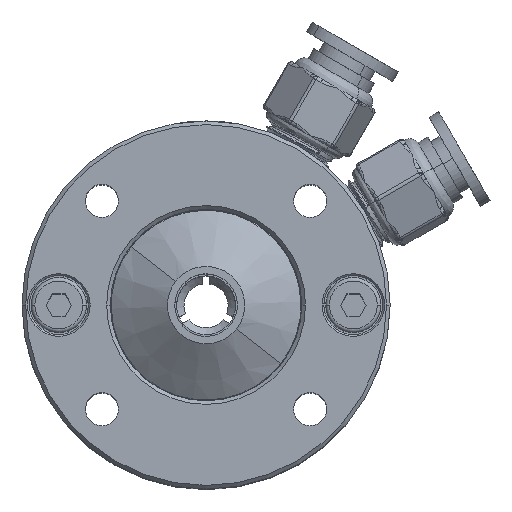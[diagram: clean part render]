
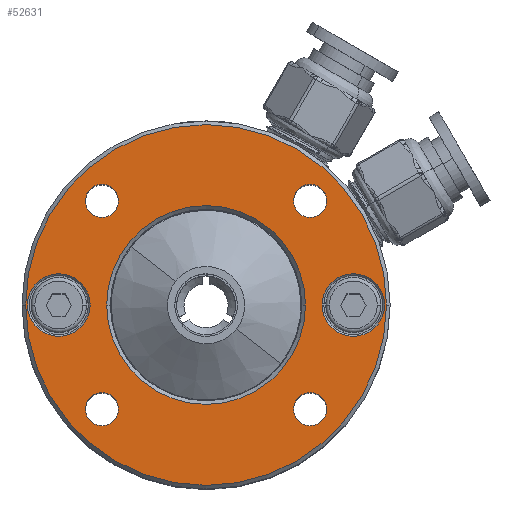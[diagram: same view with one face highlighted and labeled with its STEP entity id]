
A CAD part, top view. The second image highlights one B-rep face of the part: STEP entity #52631.
In plain terms, the highlighted planar face has unit normal (0, 0, 1).
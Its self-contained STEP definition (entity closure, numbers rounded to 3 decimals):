
#13 = CIRCLE ( 'NONE', #14894, 4.25 ) ;
#132 = VERTEX_POINT ( 'NONE', #11469 ) ;
#171 = DIRECTION ( 'NONE',  ( 1., 0., 0. ) ) ;
#258 = CARTESIAN_POINT ( 'NONE',  ( -35.902, -1.795, 96.434 ) ) ;
#487 = EDGE_LOOP ( 'NONE', ( #29184 ) ) ;
#622 = DIRECTION ( 'NONE',  ( 0., 0., -1. ) ) ;
#647 = AXIS2_PLACEMENT_3D ( 'NONE', #3933, #20617, #44927 ) ;
#1090 = VERTEX_POINT ( 'NONE', #20473 ) ;
#1417 = DIRECTION ( 'NONE',  ( 1., 0., 0. ) ) ;
#1495 = FACE_BOUND ( 'NONE', #46606, .T. ) ;
#1909 = AXIS2_PLACEMENT_3D ( 'NONE', #6927, #19459, #24113 ) ;
#2249 = EDGE_CURVE ( 'NONE', #8639, #1090, #31691, .T. ) ;
#2836 = CIRCLE ( 'NONE', #7252, 13.5 ) ;
#3933 = CARTESIAN_POINT ( 'NONE',  ( -0.152, -1.795, 96.434 ) ) ;
#4905 = CIRCLE ( 'NONE', #50232, 2.25 ) ;
#5366 = DIRECTION ( 'NONE',  ( 0., 0., 1. ) ) ;
#6789 = CIRCLE ( 'NONE', #52140, 2.25 ) ;
#6927 = CARTESIAN_POINT ( 'NONE',  ( -20.152, -1.795, 96.434 ) ) ;
#7131 = CIRCLE ( 'NONE', #19345, 24.5 ) ;
#7252 = AXIS2_PLACEMENT_3D ( 'NONE', #18400, #38882, #1417 ) ;
#7373 = CARTESIAN_POINT ( 'NONE',  ( -20.152, -1.795, 96.434 ) ) ;
#7409 = EDGE_CURVE ( 'NONE', #132, #24351, #13, .T. ) ;
#8639 = VERTEX_POINT ( 'NONE', #38596 ) ;
#10606 = CARTESIAN_POINT ( 'NONE',  ( -33.652, -1.795, 96.434 ) ) ;
#10632 = DIRECTION ( 'NONE',  ( 0., -1., 0. ) ) ;
#11242 = EDGE_CURVE ( 'NONE', #19857, #31214, #37737, .T. ) ;
#11469 = CARTESIAN_POINT ( 'NONE',  ( 4.098, -1.795, 96.434 ) ) ;
#11608 = CARTESIAN_POINT ( 'NONE',  ( -44.402, -1.795, 96.434 ) ) ;
#11700 = ORIENTED_EDGE ( 'NONE', *, *, #50875, .T. ) ;
#11773 = DIRECTION ( 'NONE',  ( 0., 0., -1. ) ) ;
#11937 = VERTEX_POINT ( 'NONE', #11608 ) ;
#12788 = DIRECTION ( 'NONE',  ( 0., 0., -1. ) ) ;
#13615 = CARTESIAN_POINT ( 'NONE',  ( -20.152, -1.795, 96.434 ) ) ;
#13789 = DIRECTION ( 'NONE',  ( -1., 0., 0. ) ) ;
#14319 = DIRECTION ( 'NONE',  ( -1., 0., 0. ) ) ;
#14409 = FACE_OUTER_BOUND ( 'NONE', #41716, .T. ) ;
#14894 = AXIS2_PLACEMENT_3D ( 'NONE', #49439, #11773, #36609 ) ;
#15134 = ORIENTED_EDGE ( 'NONE', *, *, #53155, .T. ) ;
#15360 = DIRECTION ( 'NONE',  ( 0., 1., 0. ) ) ;
#15535 = DIRECTION ( 'NONE',  ( 0., 0., 1. ) ) ;
#15872 = AXIS2_PLACEMENT_3D ( 'NONE', #43762, #51151, #13789 ) ;
#17386 = AXIS2_PLACEMENT_3D ( 'NONE', #42746, #622, #34814 ) ;
#17678 = PLANE ( 'NONE',  #19120 ) ;
#17822 = ORIENTED_EDGE ( 'NONE', *, *, #29690, .F. ) ;
#18400 = CARTESIAN_POINT ( 'NONE',  ( -20.152, -1.795, 96.434 ) ) ;
#18731 = FACE_BOUND ( 'NONE', #487, .T. ) ;
#19120 = AXIS2_PLACEMENT_3D ( 'NONE', #13615, #5366, #46899 ) ;
#19345 = AXIS2_PLACEMENT_3D ( 'NONE', #42990, #34505, #14319 ) ;
#19459 = DIRECTION ( 'NONE',  ( 0., 0., -1. ) ) ;
#19857 = VERTEX_POINT ( 'NONE', #48605 ) ;
#20269 = ORIENTED_EDGE ( 'NONE', *, *, #36650, .F. ) ;
#20473 = CARTESIAN_POINT ( 'NONE',  ( -44.652, -1.795, 96.434 ) ) ;
#20617 = DIRECTION ( 'NONE',  ( 0., 0., -1. ) ) ;
#20962 = CARTESIAN_POINT ( 'NONE',  ( -40.152, -1.795, 96.434 ) ) ;
#21446 = EDGE_LOOP ( 'NONE', ( #41702, #11700 ) ) ;
#22853 = FACE_BOUND ( 'NONE', #39171, .T. ) ;
#22869 = CIRCLE ( 'NONE', #15872, 2.25 ) ;
#23402 = EDGE_CURVE ( 'NONE', #11937, #28551, #40655, .T. ) ;
#23784 = AXIS2_PLACEMENT_3D ( 'NONE', #24256, #15535, #10632 ) ;
#24113 = DIRECTION ( 'NONE',  ( 1., 0., 0. ) ) ;
#24256 = CARTESIAN_POINT ( 'NONE',  ( -6.01, -15.937, 96.434 ) ) ;
#24351 = VERTEX_POINT ( 'NONE', #47644 ) ;
#25709 = DIRECTION ( 'NONE',  ( 1., 0., 0. ) ) ;
#26022 = EDGE_LOOP ( 'NONE', ( #34587, #29816 ) ) ;
#26255 = CARTESIAN_POINT ( 'NONE',  ( -6.01, 12.347, 96.434 ) ) ;
#28493 = EDGE_CURVE ( 'NONE', #50021, #50021, #4905, .T. ) ;
#28551 = VERTEX_POINT ( 'NONE', #258 ) ;
#29184 = ORIENTED_EDGE ( 'NONE', *, *, #40624, .F. ) ;
#29554 = VERTEX_POINT ( 'NONE', #50293 ) ;
#29690 = EDGE_CURVE ( 'NONE', #29554, #29554, #6789, .T. ) ;
#29816 = ORIENTED_EDGE ( 'NONE', *, *, #37684, .T. ) ;
#31214 = VERTEX_POINT ( 'NONE', #10606 ) ;
#31691 = CIRCLE ( 'NONE', #48272, 24.5 ) ;
#32835 = CARTESIAN_POINT ( 'NONE',  ( -3.76, 12.347, 96.434 ) ) ;
#33379 = VERTEX_POINT ( 'NONE', #45933 ) ;
#34429 = DIRECTION ( 'NONE',  ( 0., 0., 1. ) ) ;
#34505 = DIRECTION ( 'NONE',  ( 0., 0., -1. ) ) ;
#34587 = ORIENTED_EDGE ( 'NONE', *, *, #11242, .T. ) ;
#34814 = DIRECTION ( 'NONE',  ( 1., 0., 0. ) ) ;
#36609 = DIRECTION ( 'NONE',  ( 1., 0., 0. ) ) ;
#36626 = EDGE_CURVE ( 'NONE', #1090, #8639, #7131, .T. ) ;
#36650 = EDGE_CURVE ( 'NONE', #33379, #33379, #22869, .T. ) ;
#36923 = EDGE_LOOP ( 'NONE', ( #17822 ) ) ;
#37155 = AXIS2_PLACEMENT_3D ( 'NONE', #20962, #12788, #171 ) ;
#37684 = EDGE_CURVE ( 'NONE', #31214, #19857, #2836, .T. ) ;
#37737 = CIRCLE ( 'NONE', #1909, 13.5 ) ;
#38419 = FACE_BOUND ( 'NONE', #36923, .T. ) ;
#38596 = CARTESIAN_POINT ( 'NONE',  ( 4.348, -1.795, 96.434 ) ) ;
#38882 = DIRECTION ( 'NONE',  ( 0., 0., -1. ) ) ;
#39171 = EDGE_LOOP ( 'NONE', ( #15134, #51110 ) ) ;
#39666 = DIRECTION ( 'NONE',  ( 0., 0., 1. ) ) ;
#39891 = ORIENTED_EDGE ( 'NONE', *, *, #28493, .F. ) ;
#39940 = CIRCLE ( 'NONE', #647, 4.25 ) ;
#40184 = CARTESIAN_POINT ( 'NONE',  ( -34.294, 12.347, 96.434 ) ) ;
#40624 = EDGE_CURVE ( 'NONE', #45674, #45674, #51699, .T. ) ;
#40655 = CIRCLE ( 'NONE', #37155, 4.25 ) ;
#41212 = DIRECTION ( 'NONE',  ( 0., 0., -1. ) ) ;
#41702 = ORIENTED_EDGE ( 'NONE', *, *, #7409, .T. ) ;
#41716 = EDGE_LOOP ( 'NONE', ( #44448, #46076 ) ) ;
#42746 = CARTESIAN_POINT ( 'NONE',  ( -40.152, -1.795, 96.434 ) ) ;
#42990 = CARTESIAN_POINT ( 'NONE',  ( -20.152, -1.795, 96.434 ) ) ;
#43595 = FACE_BOUND ( 'NONE', #21446, .T. ) ;
#43762 = CARTESIAN_POINT ( 'NONE',  ( -34.294, -15.937, 96.434 ) ) ;
#44448 = ORIENTED_EDGE ( 'NONE', *, *, #36626, .F. ) ;
#44927 = DIRECTION ( 'NONE',  ( 1., 0., 0. ) ) ;
#45249 = EDGE_LOOP ( 'NONE', ( #39891 ) ) ;
#45674 = VERTEX_POINT ( 'NONE', #46213 ) ;
#45933 = CARTESIAN_POINT ( 'NONE',  ( -36.544, -15.937, 96.434 ) ) ;
#46076 = ORIENTED_EDGE ( 'NONE', *, *, #2249, .F. ) ;
#46213 = CARTESIAN_POINT ( 'NONE',  ( -6.01, -18.187, 96.434 ) ) ;
#46606 = EDGE_LOOP ( 'NONE', ( #20269 ) ) ;
#46629 = FACE_BOUND ( 'NONE', #26022, .T. ) ;
#46899 = DIRECTION ( 'NONE',  ( 1., 0., 0. ) ) ;
#47644 = CARTESIAN_POINT ( 'NONE',  ( -4.402, -1.795, 96.434 ) ) ;
#48272 = AXIS2_PLACEMENT_3D ( 'NONE', #7373, #41212, #53242 ) ;
#48605 = CARTESIAN_POINT ( 'NONE',  ( -6.652, -1.795, 96.434 ) ) ;
#48761 = CIRCLE ( 'NONE', #17386, 4.25 ) ;
#49439 = CARTESIAN_POINT ( 'NONE',  ( -0.152, -1.795, 96.434 ) ) ;
#50021 = VERTEX_POINT ( 'NONE', #32835 ) ;
#50232 = AXIS2_PLACEMENT_3D ( 'NONE', #26255, #34429, #25709 ) ;
#50293 = CARTESIAN_POINT ( 'NONE',  ( -34.294, 14.597, 96.434 ) ) ;
#50875 = EDGE_CURVE ( 'NONE', #24351, #132, #39940, .T. ) ;
#50976 = FACE_BOUND ( 'NONE', #45249, .T. ) ;
#51110 = ORIENTED_EDGE ( 'NONE', *, *, #23402, .T. ) ;
#51151 = DIRECTION ( 'NONE',  ( 0., 0., 1. ) ) ;
#51699 = CIRCLE ( 'NONE', #23784, 2.25 ) ;
#52140 = AXIS2_PLACEMENT_3D ( 'NONE', #40184, #39666, #15360 ) ;
#52631 = ADVANCED_FACE ( 'NONE', ( #43595, #22853, #46629, #50976, #18731, #1495, #38419, #14409 ), #17678, .T. ) ;
#53155 = EDGE_CURVE ( 'NONE', #28551, #11937, #48761, .T. ) ;
#53242 = DIRECTION ( 'NONE',  ( -1., 0., 0. ) ) ;
